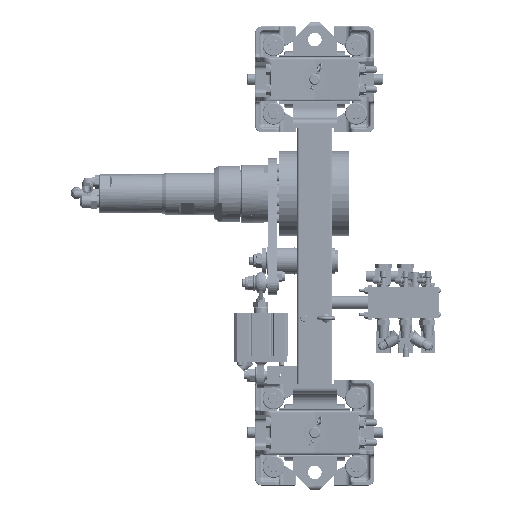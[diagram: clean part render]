
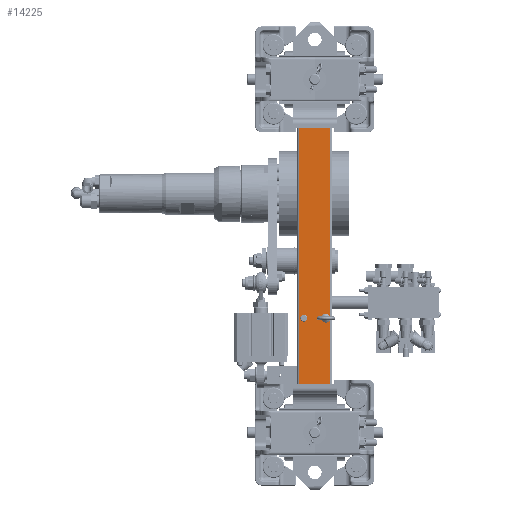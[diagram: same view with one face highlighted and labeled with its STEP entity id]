
A CAD part, front view. The second image highlights one B-rep face of the part: STEP entity #14225.
In plain terms, the highlighted planar face has unit normal (0, -1, 0).
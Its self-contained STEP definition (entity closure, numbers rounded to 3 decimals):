
#13686=CARTESIAN_POINT('',(6.82,-18.05,-334.75));
#13687=VERTEX_POINT('',#13686);
#13688=CARTESIAN_POINT('',(10.32,-18.05,-334.75));
#13689=DIRECTION('',(0.0,1.0,0.0));
#13690=DIRECTION('',(1.0,0.0,0.0));
#13691=AXIS2_PLACEMENT_3D('',#13688,#13689,#13690);
#13692=CIRCLE('',#13691,3.5);
#13693=EDGE_CURVE('',#13687,#13687,#13692,.T.);
#13734=CARTESIAN_POINT('',(-24.93,-18.05,-334.75));
#13735=VERTEX_POINT('',#13734);
#13736=CARTESIAN_POINT('',(-21.43,-18.05,-334.75));
#13737=DIRECTION('',(0.0,1.0,0.0));
#13738=DIRECTION('',(1.0,0.0,0.0));
#13739=AXIS2_PLACEMENT_3D('',#13736,#13737,#13738);
#13740=CIRCLE('',#13739,3.5);
#13741=EDGE_CURVE('',#13735,#13735,#13740,.T.);
#14077=CARTESIAN_POINT('',(16.67,-18.05,-429.5));
#14078=VERTEX_POINT('',#14077);
#14086=CARTESIAN_POINT('',(-27.78,-18.05,-429.5));
#14087=VERTEX_POINT('',#14086);
#14088=CARTESIAN_POINT('',(-27.78,-18.05,-429.5));
#14089=DIRECTION('',(1.0,0.0,0.0));
#14090=VECTOR('',#14089,44.45);
#14091=LINE('',#14088,#14090);
#14092=EDGE_CURVE('',#14087,#14078,#14091,.T.);
#14176=CARTESIAN_POINT('',(16.67,-18.05,-61.2));
#14177=VERTEX_POINT('',#14176);
#14185=CARTESIAN_POINT('',(16.67,-18.05,-429.5));
#14186=DIRECTION('',(0.0,0.0,1.0));
#14187=VECTOR('',#14186,368.3);
#14188=LINE('',#14185,#14187);
#14189=EDGE_CURVE('',#14078,#14177,#14188,.T.);
#14196=CARTESIAN_POINT('',(16.67,-18.05,-245.35));
#14197=DIRECTION('',(0.0,-1.0,0.0));
#14198=DIRECTION('',(0.0,0.0,-1.0));
#14199=AXIS2_PLACEMENT_3D('',#14196,#14197,#14198);
#14200=PLANE('',#14199);
#14201=CARTESIAN_POINT('',(-27.78,-18.05,-61.2));
#14202=VERTEX_POINT('',#14201);
#14203=CARTESIAN_POINT('',(16.67,-18.05,-61.2));
#14204=DIRECTION('',(-1.0,0.0,0.0));
#14205=VECTOR('',#14204,44.45);
#14206=LINE('',#14203,#14205);
#14207=EDGE_CURVE('',#14177,#14202,#14206,.T.);
#14208=ORIENTED_EDGE('',*,*,#14207,.T.);
#14209=CARTESIAN_POINT('',(-27.78,-18.05,-429.5));
#14210=DIRECTION('',(0.0,0.0,1.0));
#14211=VECTOR('',#14210,368.3);
#14212=LINE('',#14209,#14211);
#14213=EDGE_CURVE('',#14087,#14202,#14212,.T.);
#14214=ORIENTED_EDGE('',*,*,#14213,.F.);
#14215=ORIENTED_EDGE('',*,*,#14092,.T.);
#14216=ORIENTED_EDGE('',*,*,#14189,.T.);
#14217=EDGE_LOOP('',(#14208,#14214,#14215,#14216));
#14218=FACE_OUTER_BOUND('',#14217,.T.);
#14219=ORIENTED_EDGE('',*,*,#13693,.T.);
#14220=EDGE_LOOP('',(#14219));
#14221=FACE_BOUND('',#14220,.T.);
#14222=ORIENTED_EDGE('',*,*,#13741,.T.);
#14223=EDGE_LOOP('',(#14222));
#14224=FACE_BOUND('',#14223,.T.);
#14225=ADVANCED_FACE('',(#14218,#14221,#14224),#14200,.T.);
